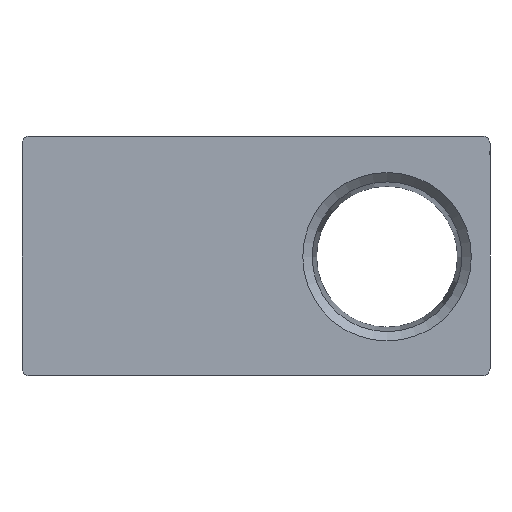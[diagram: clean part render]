
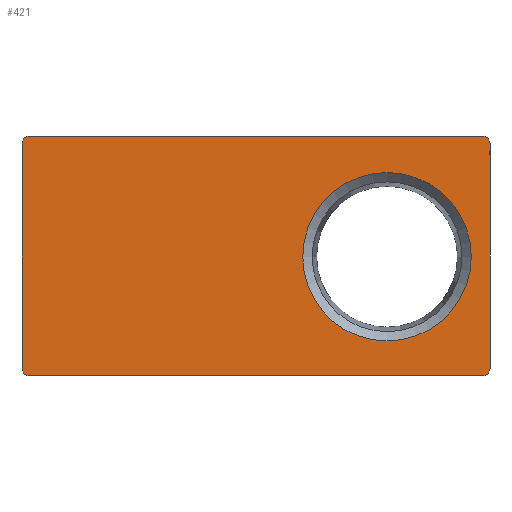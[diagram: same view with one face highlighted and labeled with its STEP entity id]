
A CAD part, front view. The second image highlights one B-rep face of the part: STEP entity #421.
In plain terms, the highlighted planar face has unit normal (0, -1, 0).
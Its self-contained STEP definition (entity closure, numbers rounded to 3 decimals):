
#22=FACE_BOUND('',#85,.T.);
#33=PLANE('',#481);
#58=FACE_OUTER_BOUND('',#84,.T.);
#84=EDGE_LOOP('',(#382,#383,#384,#385,#386,#387,#388,#389));
#85=EDGE_LOOP('',(#390));
#101=LINE('',#676,#137);
#111=LINE('',#699,#147);
#115=LINE('',#711,#151);
#119=LINE('',#723,#155);
#137=VECTOR('',#553,10.);
#147=VECTOR('',#575,10.);
#151=VECTOR('',#587,10.);
#155=VECTOR('',#599,10.);
#171=CIRCLE('',#459,11.25);
#172=CIRCLE('',#466,1.);
#174=CIRCLE('',#470,1.);
#176=CIRCLE('',#474,1.);
#178=CIRCLE('',#478,1.);
#192=VERTEX_POINT('',#655);
#199=VERTEX_POINT('',#674);
#200=VERTEX_POINT('',#675);
#205=VERTEX_POINT('',#692);
#207=VERTEX_POINT('',#698);
#209=VERTEX_POINT('',#704);
#211=VERTEX_POINT('',#710);
#213=VERTEX_POINT('',#716);
#215=VERTEX_POINT('',#722);
#237=EDGE_CURVE('',#192,#192,#171,.T.);
#246=EDGE_CURVE('',#199,#200,#101,.T.);
#255=EDGE_CURVE('',#205,#200,#172,.T.);
#258=EDGE_CURVE('',#205,#207,#111,.T.);
#261=EDGE_CURVE('',#209,#207,#174,.T.);
#264=EDGE_CURVE('',#209,#211,#115,.T.);
#267=EDGE_CURVE('',#213,#211,#176,.T.);
#270=EDGE_CURVE('',#213,#215,#119,.T.);
#273=EDGE_CURVE('',#199,#215,#178,.T.);
#382=ORIENTED_EDGE('',*,*,#273,.F.);
#383=ORIENTED_EDGE('',*,*,#246,.T.);
#384=ORIENTED_EDGE('',*,*,#255,.F.);
#385=ORIENTED_EDGE('',*,*,#258,.T.);
#386=ORIENTED_EDGE('',*,*,#261,.F.);
#387=ORIENTED_EDGE('',*,*,#264,.T.);
#388=ORIENTED_EDGE('',*,*,#267,.F.);
#389=ORIENTED_EDGE('',*,*,#270,.T.);
#390=ORIENTED_EDGE('',*,*,#237,.T.);
#421=ADVANCED_FACE('',(#58,#22),#33,.F.);
#459=AXIS2_PLACEMENT_3D('',#656,#537,#538);
#466=AXIS2_PLACEMENT_3D('',#693,#568,#569);
#470=AXIS2_PLACEMENT_3D('',#705,#580,#581);
#474=AXIS2_PLACEMENT_3D('',#717,#592,#593);
#478=AXIS2_PLACEMENT_3D('',#728,#604,#605);
#481=AXIS2_PLACEMENT_3D('',#731,#610,#611);
#537=DIRECTION('center_axis',(0.,1.,0.));
#538=DIRECTION('ref_axis',(1.,0.,0.));
#553=DIRECTION('',(0.,0.,1.));
#568=DIRECTION('center_axis',(0.,1.,0.));
#569=DIRECTION('ref_axis',(0.,0.,1.));
#575=DIRECTION('',(-1.,0.,0.));
#580=DIRECTION('center_axis',(0.,1.,0.));
#581=DIRECTION('ref_axis',(-1.,0.,0.));
#587=DIRECTION('',(0.,0.,-1.));
#592=DIRECTION('center_axis',(0.,1.,0.));
#593=DIRECTION('ref_axis',(0.,0.,-1.));
#599=DIRECTION('',(1.,0.,0.));
#604=DIRECTION('center_axis',(0.,1.,0.));
#605=DIRECTION('ref_axis',(1.,0.,0.));
#610=DIRECTION('center_axis',(0.,1.,0.));
#611=DIRECTION('ref_axis',(1.,0.,0.));
#655=CARTESIAN_POINT('',(34.512,64.,16.9));
#656=CARTESIAN_POINT('Origin',(45.762,64.,16.9));
#674=CARTESIAN_POINT('',(59.512,64.,2.));
#675=CARTESIAN_POINT('',(59.512,64.,32.));
#676=CARTESIAN_POINT('',(59.512,64.,2.));
#692=CARTESIAN_POINT('',(58.512,64.,33.));
#693=CARTESIAN_POINT('Origin',(58.512,64.,32.));
#698=CARTESIAN_POINT('',(-1.988,64.,33.));
#699=CARTESIAN_POINT('',(58.512,64.,33.));
#704=CARTESIAN_POINT('',(-2.988,64.,32.));
#705=CARTESIAN_POINT('Origin',(-1.988,64.,32.));
#710=CARTESIAN_POINT('',(-2.988,64.,2.));
#711=CARTESIAN_POINT('',(-2.988,64.,32.));
#716=CARTESIAN_POINT('',(-1.988,64.,1.));
#717=CARTESIAN_POINT('Origin',(-1.988,64.,2.));
#722=CARTESIAN_POINT('',(58.512,64.,1.));
#723=CARTESIAN_POINT('',(-1.988,64.,1.));
#728=CARTESIAN_POINT('Origin',(58.512,64.,2.));
#731=CARTESIAN_POINT('Origin',(28.262,64.,17.));
